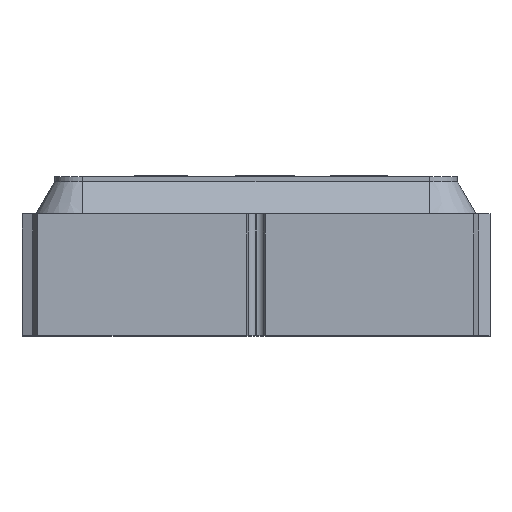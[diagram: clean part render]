
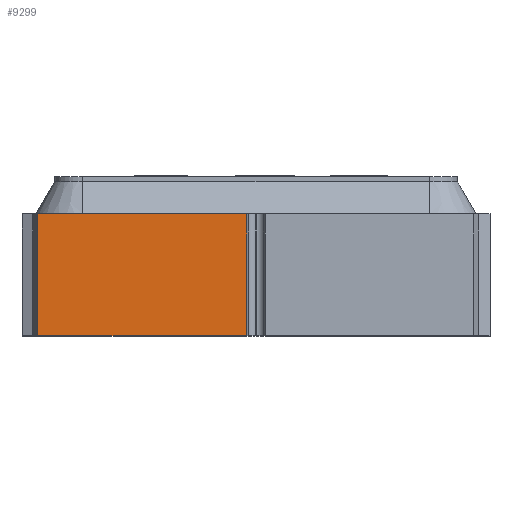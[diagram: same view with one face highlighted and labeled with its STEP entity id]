
A CAD part, top view. The second image highlights one B-rep face of the part: STEP entity #9299.
In plain terms, the highlighted planar face has unit normal (0, 0, 1).
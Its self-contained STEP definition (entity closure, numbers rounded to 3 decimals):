
#175 = DIRECTION ( 'NONE',  ( 1., 0., 0. ) ) ;
#202 = AXIS2_PLACEMENT_3D ( 'NONE', #7657, #9635, #8638 ) ;
#315 = LINE ( 'NONE', #5973, #12391 ) ;
#443 = CARTESIAN_POINT ( 'NONE',  ( -0.1, 1.3, 2.5 ) ) ;
#1104 = ORIENTED_EDGE ( 'NONE', *, *, #3414, .T. ) ;
#1627 = VECTOR ( 'NONE', #9888, 1000. ) ;
#2119 = CARTESIAN_POINT ( 'NONE',  ( -0.1, 0., 2.5 ) ) ;
#2153 = ORIENTED_EDGE ( 'NONE', *, *, #9589, .T. ) ;
#2360 = DIRECTION ( 'NONE',  ( 0., -1., 0. ) ) ;
#2909 = DIRECTION ( 'NONE',  ( 1., 0., 0. ) ) ;
#3350 = ORIENTED_EDGE ( 'NONE', *, *, #11656, .F. ) ;
#3370 = VERTEX_POINT ( 'NONE', #3872 ) ;
#3414 = EDGE_CURVE ( 'NONE', #6050, #5488, #6916, .T. ) ;
#3872 = CARTESIAN_POINT ( 'NONE',  ( -2.333, 1.3, 2.5 ) ) ;
#4531 = FACE_OUTER_BOUND ( 'NONE', #6664, .T. ) ;
#4681 = PLANE ( 'NONE',  #202 ) ;
#5488 = VERTEX_POINT ( 'NONE', #2119 ) ;
#5560 = VECTOR ( 'NONE', #2360, 1000. ) ;
#5973 = CARTESIAN_POINT ( 'NONE',  ( -0.1, 1.3, 2.5 ) ) ;
#6050 = VERTEX_POINT ( 'NONE', #10272 ) ;
#6310 = EDGE_CURVE ( 'NONE', #3370, #12226, #315, .T. ) ;
#6664 = EDGE_LOOP ( 'NONE', ( #1104, #3350, #7394, #2153 ) ) ;
#6916 = LINE ( 'NONE', #8716, #9202 ) ;
#7394 = ORIENTED_EDGE ( 'NONE', *, *, #6310, .F. ) ;
#7657 = CARTESIAN_POINT ( 'NONE',  ( -0.1, 1.3, 2.5 ) ) ;
#8112 = CARTESIAN_POINT ( 'NONE',  ( -0.1, 1.3, 2.5 ) ) ;
#8638 = DIRECTION ( 'NONE',  ( -1., 0., 0. ) ) ;
#8716 = CARTESIAN_POINT ( 'NONE',  ( -0.1, 0., 2.5 ) ) ;
#9202 = VECTOR ( 'NONE', #2909, 1000. ) ;
#9299 = ADVANCED_FACE ( 'NONE', ( #4531 ), #4681, .F. ) ;
#9589 = EDGE_CURVE ( 'NONE', #3370, #6050, #11696, .T. ) ;
#9635 = DIRECTION ( 'NONE',  ( 0., 0., -1. ) ) ;
#9888 = DIRECTION ( 'NONE',  ( 0., -1., 0. ) ) ;
#10272 = CARTESIAN_POINT ( 'NONE',  ( -2.333, 0., 2.5 ) ) ;
#11656 = EDGE_CURVE ( 'NONE', #12226, #5488, #12300, .T. ) ;
#11696 = LINE ( 'NONE', #11966, #1627 ) ;
#11966 = CARTESIAN_POINT ( 'NONE',  ( -2.333, 1.3, 2.5 ) ) ;
#12226 = VERTEX_POINT ( 'NONE', #443 ) ;
#12300 = LINE ( 'NONE', #8112, #5560 ) ;
#12391 = VECTOR ( 'NONE', #175, 1000. ) ;
